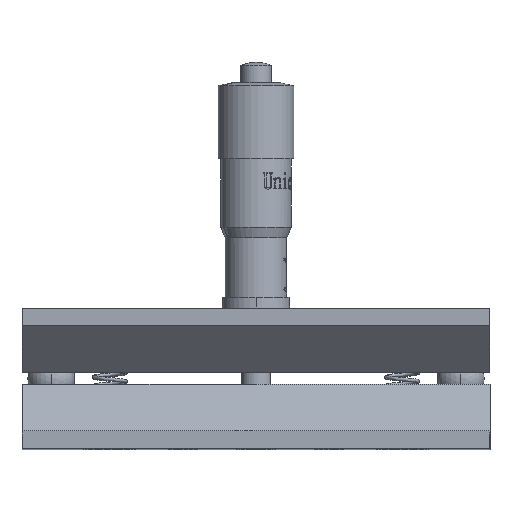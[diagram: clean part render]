
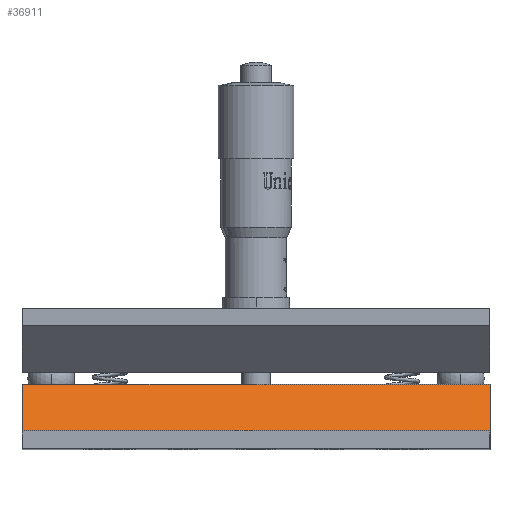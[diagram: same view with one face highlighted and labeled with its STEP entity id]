
A CAD part, top view. The second image highlights one B-rep face of the part: STEP entity #36911.
In plain terms, the highlighted planar face has unit normal (0, 0.707, 0.707).
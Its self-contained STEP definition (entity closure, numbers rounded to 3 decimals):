
#283 = ORIENTED_EDGE ( 'NONE', *, *, #41478, .F. ) ;
#1092 = VECTOR ( 'NONE', #3464, 1000. ) ;
#3135 = VERTEX_POINT ( 'NONE', #14086 ) ;
#3423 = CARTESIAN_POINT ( 'NONE',  ( 40., -8., 52.5 ) ) ;
#3464 = DIRECTION ( 'NONE',  ( 1., 0., 0. ) ) ;
#8130 = FACE_OUTER_BOUND ( 'NONE', #42531, .T. ) ;
#9973 = CARTESIAN_POINT ( 'NONE',  ( -40., -8., 52.5 ) ) ;
#9980 = DIRECTION ( 'NONE',  ( 0., -0.707, -0.707 ) ) ;
#11942 = LINE ( 'NONE', #40028, #1092 ) ;
#13014 = AXIS2_PLACEMENT_3D ( 'NONE', #39200, #9980, #25974 ) ;
#14086 = CARTESIAN_POINT ( 'NONE',  ( -40., 0., 44.5 ) ) ;
#15457 = VECTOR ( 'NONE', #34721, 1000. ) ;
#16228 = PLANE ( 'NONE',  #13014 ) ;
#22449 = ORIENTED_EDGE ( 'NONE', *, *, #35989, .T. ) ;
#22960 = LINE ( 'NONE', #9973, #36330 ) ;
#24087 = EDGE_CURVE ( 'NONE', #27881, #31003, #11942, .T. ) ;
#24172 = LINE ( 'NONE', #34428, #15457 ) ;
#24941 = CARTESIAN_POINT ( 'NONE',  ( 40., -8., 52.5 ) ) ;
#25680 = LINE ( 'NONE', #24941, #27196 ) ;
#25974 = DIRECTION ( 'NONE',  ( 0., 0.707, -0.707 ) ) ;
#27196 = VECTOR ( 'NONE', #28124, 1000. ) ;
#27720 = CARTESIAN_POINT ( 'NONE',  ( 40., 0., 44.5 ) ) ;
#27881 = VERTEX_POINT ( 'NONE', #38413 ) ;
#28124 = DIRECTION ( 'NONE',  ( 0., 0.707, -0.707 ) ) ;
#28418 = VERTEX_POINT ( 'NONE', #27720 ) ;
#29552 = DIRECTION ( 'NONE',  ( 0., 0.707, -0.707 ) ) ;
#31003 = VERTEX_POINT ( 'NONE', #3423 ) ;
#32744 = ORIENTED_EDGE ( 'NONE', *, *, #24087, .T. ) ;
#34269 = EDGE_CURVE ( 'NONE', #3135, #28418, #24172, .T. ) ;
#34428 = CARTESIAN_POINT ( 'NONE',  ( -40., 0., 44.5 ) ) ;
#34721 = DIRECTION ( 'NONE',  ( 1., 0., 0. ) ) ;
#35989 = EDGE_CURVE ( 'NONE', #31003, #28418, #25680, .T. ) ;
#36330 = VECTOR ( 'NONE', #29552, 1000. ) ;
#36911 = ADVANCED_FACE ( 'NONE', ( #8130 ), #16228, .F. ) ;
#37137 = ORIENTED_EDGE ( 'NONE', *, *, #34269, .F. ) ;
#38413 = CARTESIAN_POINT ( 'NONE',  ( -40., -8., 52.5 ) ) ;
#39200 = CARTESIAN_POINT ( 'NONE',  ( -40., -8., 52.5 ) ) ;
#40028 = CARTESIAN_POINT ( 'NONE',  ( -40., -8., 52.5 ) ) ;
#41478 = EDGE_CURVE ( 'NONE', #27881, #3135, #22960, .T. ) ;
#42531 = EDGE_LOOP ( 'NONE', ( #37137, #283, #32744, #22449 ) ) ;
